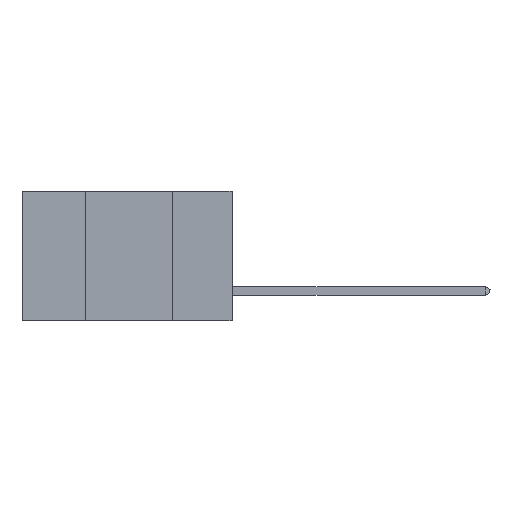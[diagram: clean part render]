
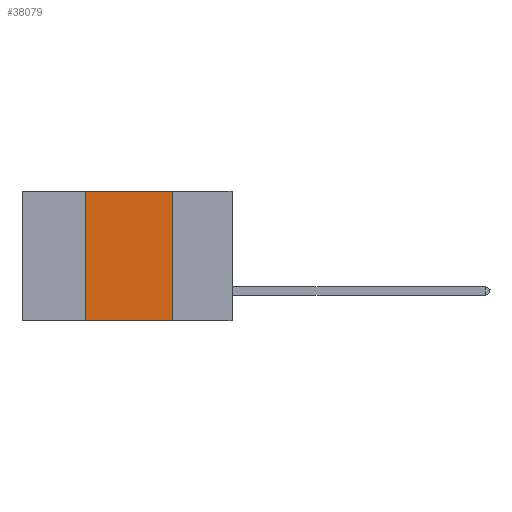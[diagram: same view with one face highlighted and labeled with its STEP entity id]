
A CAD part, left-side view. The second image highlights one B-rep face of the part: STEP entity #38079.
In plain terms, the highlighted planar face has unit normal (-1, 0, 0).
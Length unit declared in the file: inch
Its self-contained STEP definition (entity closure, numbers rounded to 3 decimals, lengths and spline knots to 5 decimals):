
#1950 = ORIENTED_EDGE ( 'NONE', *, *, #19921, .F. ) ;
#2489 = CARTESIAN_POINT ( 'NONE',  ( 0., 0.17, -0.37 ) ) ;
#3319 = AXIS2_PLACEMENT_3D ( 'NONE', #24350, #11605, #33737 ) ;
#4352 = CARTESIAN_POINT ( 'NONE',  ( 0., 0.42, -0.37 ) ) ;
#7579 = DIRECTION ( 'NONE',  ( 0., -1., 0. ) ) ;
#9417 = DIRECTION ( 'NONE',  ( 0., 0., -1. ) ) ;
#11605 = DIRECTION ( 'NONE',  ( 1., 0., 0. ) ) ;
#11748 = VERTEX_POINT ( 'NONE', #4352 ) ;
#13253 = VECTOR ( 'NONE', #7579, 39.37008 ) ;
#14556 = LINE ( 'NONE', #30952, #33847 ) ;
#18059 = VERTEX_POINT ( 'NONE', #34842 ) ;
#18584 = EDGE_CURVE ( 'NONE', #35830, #18059, #31025, .T. ) ;
#19705 = CARTESIAN_POINT ( 'NONE',  ( 0., 0.6, -0.37 ) ) ;
#19781 = ORIENTED_EDGE ( 'NONE', *, *, #33933, .F. ) ;
#19921 = EDGE_CURVE ( 'NONE', #11748, #35830, #14556, .T. ) ;
#20691 = LINE ( 'NONE', #19705, #13253 ) ;
#22808 = VECTOR ( 'NONE', #9417, 39.37008 ) ;
#22902 = ORIENTED_EDGE ( 'NONE', *, *, #32397, .T. ) ;
#23888 = EDGE_LOOP ( 'NONE', ( #19781, #38236, #1950, #22902 ) ) ;
#24350 = CARTESIAN_POINT ( 'NONE',  ( 0., 0.6, 0. ) ) ;
#24602 = DIRECTION ( 'NONE',  ( 0., 0., 1. ) ) ;
#26927 = FACE_OUTER_BOUND ( 'NONE', #23888, .T. ) ;
#28088 = CARTESIAN_POINT ( 'NONE',  ( 0., 0.17, 0. ) ) ;
#28384 = DIRECTION ( 'NONE',  ( 0., -1., 0. ) ) ;
#30670 = VERTEX_POINT ( 'NONE', #2489 ) ;
#30952 = CARTESIAN_POINT ( 'NONE',  ( 0., 0.42, 0. ) ) ;
#31025 = LINE ( 'NONE', #33507, #39917 ) ;
#32397 = EDGE_CURVE ( 'NONE', #11748, #30670, #20691, .T. ) ;
#33507 = CARTESIAN_POINT ( 'NONE',  ( 0., 0.6, 0. ) ) ;
#33737 = DIRECTION ( 'NONE',  ( 0., 0., -1. ) ) ;
#33847 = VECTOR ( 'NONE', #24602, 39.37008 ) ;
#33933 = EDGE_CURVE ( 'NONE', #18059, #30670, #34686, .T. ) ;
#34686 = LINE ( 'NONE', #28088, #22808 ) ;
#34842 = CARTESIAN_POINT ( 'NONE',  ( 0., 0.17, 0. ) ) ;
#35830 = VERTEX_POINT ( 'NONE', #38441 ) ;
#38079 = ADVANCED_FACE ( 'NONE', ( #26927 ), #39841, .F. ) ;
#38236 = ORIENTED_EDGE ( 'NONE', *, *, #18584, .F. ) ;
#38441 = CARTESIAN_POINT ( 'NONE',  ( 0., 0.42, 0. ) ) ;
#39841 = PLANE ( 'NONE',  #3319 ) ;
#39917 = VECTOR ( 'NONE', #28384, 39.37008 ) ;
